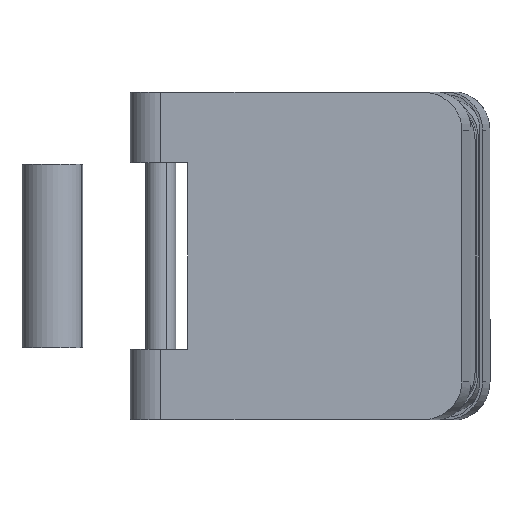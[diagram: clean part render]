
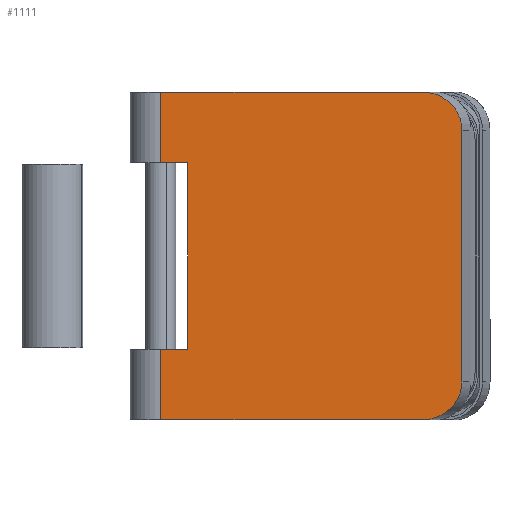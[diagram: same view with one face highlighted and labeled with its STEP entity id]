
A CAD part, front view. The second image highlights one B-rep face of the part: STEP entity #1111.
In plain terms, the highlighted planar face has unit normal (0, -1, 0).
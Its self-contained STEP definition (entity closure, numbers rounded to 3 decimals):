
#30 = EDGE_CURVE ( 'NONE', #1872, #712, #5411, .T. ) ;
#93 = ORIENTED_EDGE ( 'NONE', *, *, #3742, .T. ) ;
#180 = ORIENTED_EDGE ( 'NONE', *, *, #529, .T. ) ;
#306 = VERTEX_POINT ( 'NONE', #891 ) ;
#383 = LINE ( 'NONE', #2375, #3935 ) ;
#411 = CARTESIAN_POINT ( 'NONE',  ( 0., 0., 86. ) ) ;
#483 = ORIENTED_EDGE ( 'NONE', *, *, #30, .T. ) ;
#495 = ORIENTED_EDGE ( 'NONE', *, *, #1061, .T. ) ;
#529 = EDGE_CURVE ( 'NONE', #4808, #3381, #1998, .T. ) ;
#668 = DIRECTION ( 'NONE',  ( 0., 0., -1. ) ) ;
#712 = VERTEX_POINT ( 'NONE', #3019 ) ;
#767 = CARTESIAN_POINT ( 'NONE',  ( 79., 0., 4.142 ) ) ;
#793 = DIRECTION ( 'NONE',  ( 1., 0., 0. ) ) ;
#800 = CARTESIAN_POINT ( 'NONE',  ( 68.433, 0., 0. ) ) ;
#891 = CARTESIAN_POINT ( 'NONE',  ( 68.433, 0., 86. ) ) ;
#1061 = EDGE_CURVE ( 'NONE', #5164, #4808, #4158, .T. ) ;
#1111 = ADVANCED_FACE ( 'NONE', ( #2119 ), #5072, .F. ) ;
#1136 = VECTOR ( 'NONE', #2106, 1000. ) ;
#1180 = CARTESIAN_POINT ( 'NONE',  ( 68.433, 0., 86. ) ) ;
#1183 = CARTESIAN_POINT ( 'NONE',  ( 0., 0., 67.5 ) ) ;
#1199 = VERTEX_POINT ( 'NONE', #1636 ) ;
#1271 = DIRECTION ( 'NONE',  ( -1., 0., 0. ) ) ;
#1300 = ORIENTED_EDGE ( 'NONE', *, *, #3873, .T. ) ;
#1402 = CARTESIAN_POINT ( 'NONE',  ( 7.093, 0., 86. ) ) ;
#1414 = EDGE_CURVE ( 'NONE', #4703, #5164, #2920, .T. ) ;
#1498 = CARTESIAN_POINT ( 'NONE',  ( 79., 0., 81.858 ) ) ;
#1554 = CARTESIAN_POINT ( 'NONE',  ( 79., 0., 76. ) ) ;
#1562 = VECTOR ( 'NONE', #4584, 1000. ) ;
#1636 = CARTESIAN_POINT ( 'NONE',  ( 7.093, 0., 67.5 ) ) ;
#1810 = LINE ( 'NONE', #4424, #4284 ) ;
#1872 = VERTEX_POINT ( 'NONE', #5206 ) ;
#1955 = LINE ( 'NONE', #1183, #3771 ) ;
#1998 = LINE ( 'NONE', #3716, #1562 ) ;
#2106 = DIRECTION ( 'NONE',  ( 0., 0., -1. ) ) ;
#2119 = FACE_OUTER_BOUND ( 'NONE', #3409, .T. ) ;
#2217 = ORIENTED_EDGE ( 'NONE', *, *, #3452, .T. ) ;
#2226 = EDGE_CURVE ( 'NONE', #2672, #2866, #383, .T. ) ;
#2356 = ORIENTED_EDGE ( 'NONE', *, *, #1414, .T. ) ;
#2375 = CARTESIAN_POINT ( 'NONE',  ( 79., 0., 86. ) ) ;
#2387 = ORIENTED_EDGE ( 'NONE', *, *, #2226, .F. ) ;
#2504 = EDGE_CURVE ( 'NONE', #1872, #306, #1810, .T. ) ;
#2612 = CARTESIAN_POINT ( 'NONE',  ( 79., 0., 10. ) ) ;
#2616 = VECTOR ( 'NONE', #3096, 1000. ) ;
#2672 = VERTEX_POINT ( 'NONE', #4113 ) ;
#2762 = CARTESIAN_POINT ( 'NONE',  ( 0., 0., 18.5 ) ) ;
#2866 = VERTEX_POINT ( 'NONE', #2612 ) ;
#2868 = CARTESIAN_POINT ( 'NONE',  ( 0., 0., 86. ) ) ;
#2920 = LINE ( 'NONE', #3374, #3124 ) ;
#2925 = VECTOR ( 'NONE', #668, 1000. ) ;
#2936 =( BOUNDED_CURVE ( )  B_SPLINE_CURVE ( 3, ( #1554, #1498, #4928, #1180 ),
 .UNSPECIFIED., .F., .F. ) 
 B_SPLINE_CURVE_WITH_KNOTS ( ( 4, 4 ),
 ( 3.142, 4.712 ),
 .UNSPECIFIED. ) 
 CURVE ( )  GEOMETRIC_REPRESENTATION_ITEM ( )  RATIONAL_B_SPLINE_CURVE ( ( 1., 0.805, 0.805, 1. ) ) 
 REPRESENTATION_ITEM ( '' )  );
#3019 = CARTESIAN_POINT ( 'NONE',  ( 0., 0., 67.5 ) ) ;
#3096 = DIRECTION ( 'NONE',  ( 0., 0., -1. ) ) ;
#3124 = VECTOR ( 'NONE', #1271, 1000. ) ;
#3146 = LINE ( 'NONE', #1402, #2616 ) ;
#3278 = DIRECTION ( 'NONE',  ( 0., 1., 0. ) ) ;
#3374 = CARTESIAN_POINT ( 'NONE',  ( 0., 0., 18.5 ) ) ;
#3381 = VERTEX_POINT ( 'NONE', #800 ) ;
#3409 = EDGE_LOOP ( 'NONE', ( #2387, #4338, #5226, #483, #1300, #93, #2356, #495, #180, #2217 ) ) ;
#3452 = EDGE_CURVE ( 'NONE', #3381, #2866, #3624, .T. ) ;
#3624 =( BOUNDED_CURVE ( )  B_SPLINE_CURVE ( 3, ( #4157, #5357, #767, #3710 ),
 .UNSPECIFIED., .F., .F. ) 
 B_SPLINE_CURVE_WITH_KNOTS ( ( 4, 4 ),
 ( 4.712, 6.283 ),
 .UNSPECIFIED. ) 
 CURVE ( )  GEOMETRIC_REPRESENTATION_ITEM ( )  RATIONAL_B_SPLINE_CURVE ( ( 1., 0.805, 0.805, 1. ) ) 
 REPRESENTATION_ITEM ( '' )  );
#3710 = CARTESIAN_POINT ( 'NONE',  ( 79., 0., 10. ) ) ;
#3716 = CARTESIAN_POINT ( 'NONE',  ( 0., 0., 0. ) ) ;
#3742 = EDGE_CURVE ( 'NONE', #1199, #4703, #3146, .T. ) ;
#3771 = VECTOR ( 'NONE', #793, 1000. ) ;
#3775 = DIRECTION ( 'NONE',  ( 0., 0., 1. ) ) ;
#3873 = EDGE_CURVE ( 'NONE', #712, #1199, #1955, .T. ) ;
#3935 = VECTOR ( 'NONE', #4546, 1000. ) ;
#4113 = CARTESIAN_POINT ( 'NONE',  ( 79., 0., 76. ) ) ;
#4157 = CARTESIAN_POINT ( 'NONE',  ( 68.433, 0., 0. ) ) ;
#4158 = LINE ( 'NONE', #411, #1136 ) ;
#4284 = VECTOR ( 'NONE', #4365, 1000. ) ;
#4338 = ORIENTED_EDGE ( 'NONE', *, *, #5434, .T. ) ;
#4365 = DIRECTION ( 'NONE',  ( 1., 0., 0. ) ) ;
#4424 = CARTESIAN_POINT ( 'NONE',  ( 0., 0., 86. ) ) ;
#4546 = DIRECTION ( 'NONE',  ( 0., 0., -1. ) ) ;
#4560 = CARTESIAN_POINT ( 'NONE',  ( 0., 0., 86. ) ) ;
#4584 = DIRECTION ( 'NONE',  ( 1., 0., 0. ) ) ;
#4703 = VERTEX_POINT ( 'NONE', #5315 ) ;
#4808 = VERTEX_POINT ( 'NONE', #5432 ) ;
#4861 = AXIS2_PLACEMENT_3D ( 'NONE', #4560, #3278, #3775 ) ;
#4928 = CARTESIAN_POINT ( 'NONE',  ( 74.623, 0., 86. ) ) ;
#5072 = PLANE ( 'NONE',  #4861 ) ;
#5164 = VERTEX_POINT ( 'NONE', #2762 ) ;
#5206 = CARTESIAN_POINT ( 'NONE',  ( 0., 0., 86. ) ) ;
#5226 = ORIENTED_EDGE ( 'NONE', *, *, #2504, .F. ) ;
#5315 = CARTESIAN_POINT ( 'NONE',  ( 7.093, 0., 18.5 ) ) ;
#5357 = CARTESIAN_POINT ( 'NONE',  ( 74.623, 0., 0. ) ) ;
#5411 = LINE ( 'NONE', #2868, #2925 ) ;
#5432 = CARTESIAN_POINT ( 'NONE',  ( 0., 0., 0. ) ) ;
#5434 = EDGE_CURVE ( 'NONE', #2672, #306, #2936, .T. ) ;
